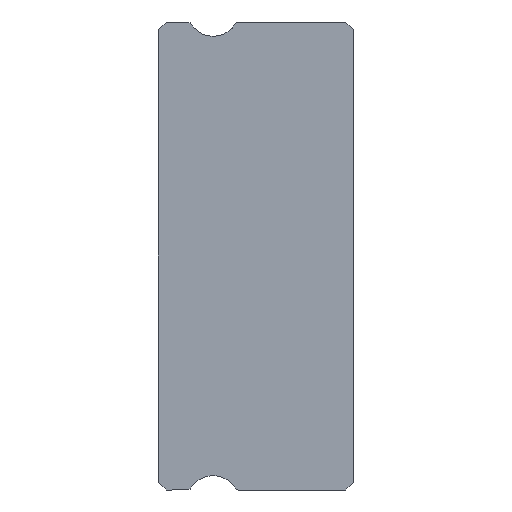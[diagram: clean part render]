
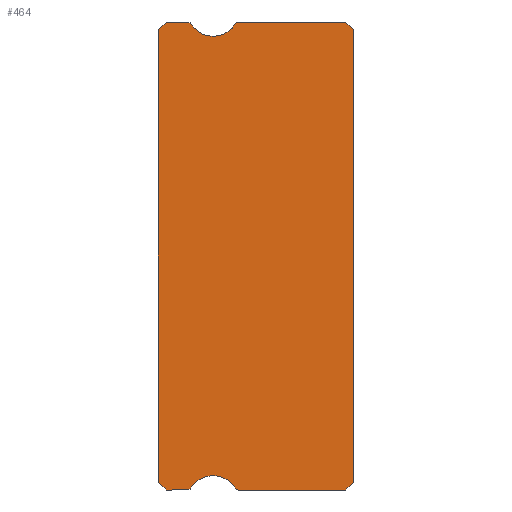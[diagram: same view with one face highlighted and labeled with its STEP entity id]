
A CAD part, left-side view. The second image highlights one B-rep face of the part: STEP entity #464.
In plain terms, the highlighted planar face has unit normal (-1, 0, 0).
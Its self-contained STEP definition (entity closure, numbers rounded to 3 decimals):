
#44 = ORIENTED_EDGE ( 'NONE', *, *, #1311, .F. ) ;
#73 = CIRCLE ( 'NONE', #3469, 0.15 ) ;
#80 = CARTESIAN_POINT ( 'NONE',  ( -15., 7.5, 8.7 ) ) ;
#102 = DIRECTION ( 'NONE',  ( 0., 0., -1. ) ) ;
#105 = CARTESIAN_POINT ( 'NONE',  ( -15., 5.4, 9.45 ) ) ;
#118 = DIRECTION ( 'NONE',  ( 0., 0., 1. ) ) ;
#224 = DIRECTION ( 'NONE',  ( 0., -0.707, -0.707 ) ) ;
#250 = DIRECTION ( 'NONE',  ( 0., -1., 0. ) ) ;
#366 = PLANE ( 'NONE',  #2041 ) ;
#367 = VECTOR ( 'NONE', #3660, 1000. ) ;
#371 = DIRECTION ( 'NONE',  ( -1., 0., 0. ) ) ;
#393 = CARTESIAN_POINT ( 'NONE',  ( -15., 0., -8.7 ) ) ;
#464 = ADVANCED_FACE ( 'NONE', ( #2973 ), #366, .F. ) ;
#487 = VECTOR ( 'NONE', #1848, 1000. ) ;
#504 = DIRECTION ( 'NONE',  ( 0., 0.707, -0.707 ) ) ;
#505 = EDGE_CURVE ( 'NONE', #2341, #1555, #815, .T. ) ;
#514 = DIRECTION ( 'NONE',  ( 0., 0., -1. ) ) ;
#544 = ORIENTED_EDGE ( 'NONE', *, *, #1818, .F. ) ;
#581 = ORIENTED_EDGE ( 'NONE', *, *, #3093, .T. ) ;
#629 = DIRECTION ( 'NONE',  ( 0., 0., -1. ) ) ;
#663 = EDGE_CURVE ( 'NONE', #1980, #1917, #1059, .T. ) ;
#687 = CARTESIAN_POINT ( 'NONE',  ( -15., 6.253, 8.928 ) ) ;
#734 = VERTEX_POINT ( 'NONE', #946 ) ;
#751 = VECTOR ( 'NONE', #1375, 1000. ) ;
#764 = CARTESIAN_POINT ( 'NONE',  ( -15., 6.381, -8.85 ) ) ;
#772 = EDGE_CURVE ( 'NONE', #2035, #1980, #2131, .T. ) ;
#779 = DIRECTION ( 'NONE',  ( 0., 0., -1. ) ) ;
#813 = CARTESIAN_POINT ( 'NONE',  ( -15., 7.2, -9. ) ) ;
#815 = LINE ( 'NONE', #3390, #367 ) ;
#823 = VERTEX_POINT ( 'NONE', #3079 ) ;
#863 = CARTESIAN_POINT ( 'NONE',  ( -15., 4.419, 8.85 ) ) ;
#911 = AXIS2_PLACEMENT_3D ( 'NONE', #105, #1881, #629 ) ;
#913 = EDGE_CURVE ( 'NONE', #1480, #2016, #1430, .T. ) ;
#946 = CARTESIAN_POINT ( 'NONE',  ( -15., 4.419, 9. ) ) ;
#1040 = LINE ( 'NONE', #1082, #3722 ) ;
#1043 = DIRECTION ( 'NONE',  ( 0., 0., -1. ) ) ;
#1053 = LINE ( 'NONE', #2221, #3024 ) ;
#1059 = CIRCLE ( 'NONE', #2974, 0.15 ) ;
#1082 = CARTESIAN_POINT ( 'NONE',  ( -15., 7.5, 8.7 ) ) ;
#1085 = VERTEX_POINT ( 'NONE', #687 ) ;
#1128 = ORIENTED_EDGE ( 'NONE', *, *, #2889, .F. ) ;
#1131 = CARTESIAN_POINT ( 'NONE',  ( -15., 6.381, 9. ) ) ;
#1147 = LINE ( 'NONE', #1423, #2839 ) ;
#1196 = DIRECTION ( 'NONE',  ( 0., 0.707, -0.707 ) ) ;
#1303 = CARTESIAN_POINT ( 'NONE',  ( -15., 7.5, 8.85 ) ) ;
#1311 = EDGE_CURVE ( 'NONE', #2341, #1085, #3701, .T. ) ;
#1319 = CARTESIAN_POINT ( 'NONE',  ( -15., 6.253, -8.928 ) ) ;
#1335 = CARTESIAN_POINT ( 'NONE',  ( -15., 4.547, 8.928 ) ) ;
#1363 = DIRECTION ( 'NONE',  ( 0., 0., -1. ) ) ;
#1375 = DIRECTION ( 'NONE',  ( 0., -1., 0. ) ) ;
#1391 = EDGE_CURVE ( 'NONE', #3749, #2035, #3002, .T. ) ;
#1397 = ORIENTED_EDGE ( 'NONE', *, *, #2470, .T. ) ;
#1423 = CARTESIAN_POINT ( 'NONE',  ( -15., 0., 8.7 ) ) ;
#1430 = CIRCLE ( 'NONE', #2374, 0.15 ) ;
#1455 = CARTESIAN_POINT ( 'NONE',  ( -15., 0.3, 9. ) ) ;
#1480 = VERTEX_POINT ( 'NONE', #1319 ) ;
#1512 = ORIENTED_EDGE ( 'NONE', *, *, #3417, .T. ) ;
#1555 = VERTEX_POINT ( 'NONE', #2582 ) ;
#1578 = DIRECTION ( 'NONE',  ( 1., 0., 0. ) ) ;
#1589 = DIRECTION ( 'NONE',  ( 1., 0., 0. ) ) ;
#1596 = ORIENTED_EDGE ( 'NONE', *, *, #3654, .F. ) ;
#1638 = EDGE_LOOP ( 'NONE', ( #3320, #1397, #1512, #1809, #3167, #2566, #2766, #2857, #3336, #544, #1928, #1596, #3310, #1128, #44, #2186, #581 ) ) ;
#1647 = VERTEX_POINT ( 'NONE', #80 ) ;
#1701 = CARTESIAN_POINT ( 'NONE',  ( -15., 4.547, -8.928 ) ) ;
#1809 = ORIENTED_EDGE ( 'NONE', *, *, #913, .F. ) ;
#1818 = EDGE_CURVE ( 'NONE', #1985, #1946, #3687, .T. ) ;
#1829 = CIRCLE ( 'NONE', #3326, 1. ) ;
#1840 = CARTESIAN_POINT ( 'NONE',  ( -15., 5.4, 9.45 ) ) ;
#1848 = DIRECTION ( 'NONE',  ( 0., 1., 0. ) ) ;
#1881 = DIRECTION ( 'NONE',  ( -1., 0., 0. ) ) ;
#1907 = VECTOR ( 'NONE', #1196, 1000. ) ;
#1916 = DIRECTION ( 'NONE',  ( -1., 0., 0. ) ) ;
#1917 = VERTEX_POINT ( 'NONE', #1701 ) ;
#1928 = ORIENTED_EDGE ( 'NONE', *, *, #2234, .F. ) ;
#1931 = EDGE_CURVE ( 'NONE', #1917, #1480, #3637, .T. ) ;
#1946 = VERTEX_POINT ( 'NONE', #2501 ) ;
#1980 = VERTEX_POINT ( 'NONE', #3472 ) ;
#1985 = VERTEX_POINT ( 'NONE', #1455 ) ;
#2016 = VERTEX_POINT ( 'NONE', #2112 ) ;
#2035 = VERTEX_POINT ( 'NONE', #3217 ) ;
#2041 = AXIS2_PLACEMENT_3D ( 'NONE', #2994, #1578, #102 ) ;
#2073 = VECTOR ( 'NONE', #118, 1000. ) ;
#2112 = CARTESIAN_POINT ( 'NONE',  ( -15., 6.381, -9. ) ) ;
#2131 = LINE ( 'NONE', #3254, #487 ) ;
#2182 = EDGE_CURVE ( 'NONE', #3749, #1946, #1147, .T. ) ;
#2186 = ORIENTED_EDGE ( 'NONE', *, *, #505, .T. ) ;
#2221 = CARTESIAN_POINT ( 'NONE',  ( -15., 7.2, -9. ) ) ;
#2234 = EDGE_CURVE ( 'NONE', #734, #1985, #2352, .T. ) ;
#2253 = CARTESIAN_POINT ( 'NONE',  ( -15., 0.3, 9. ) ) ;
#2317 = CIRCLE ( 'NONE', #911, 1. ) ;
#2335 = EDGE_CURVE ( 'NONE', #823, #1647, #3306, .T. ) ;
#2341 = VERTEX_POINT ( 'NONE', #3595 ) ;
#2352 = LINE ( 'NONE', #1131, #2778 ) ;
#2374 = AXIS2_PLACEMENT_3D ( 'NONE', #764, #3380, #779 ) ;
#2470 = EDGE_CURVE ( 'NONE', #823, #3365, #1053, .T. ) ;
#2501 = CARTESIAN_POINT ( 'NONE',  ( -15., 0., 8.7 ) ) ;
#2539 = EDGE_CURVE ( 'NONE', #3445, #3054, #1829, .T. ) ;
#2551 = CARTESIAN_POINT ( 'NONE',  ( -15., 6.381, -9. ) ) ;
#2566 = ORIENTED_EDGE ( 'NONE', *, *, #663, .F. ) ;
#2582 = CARTESIAN_POINT ( 'NONE',  ( -15., 7.2, 9. ) ) ;
#2656 = DIRECTION ( 'NONE',  ( 0., 0., -1. ) ) ;
#2709 = DIRECTION ( 'NONE',  ( 1., 0., 0. ) ) ;
#2766 = ORIENTED_EDGE ( 'NONE', *, *, #772, .F. ) ;
#2775 = DIRECTION ( 'NONE',  ( 0., -0.707, -0.707 ) ) ;
#2778 = VECTOR ( 'NONE', #250, 1000. ) ;
#2832 = CARTESIAN_POINT ( 'NONE',  ( -15., 5.4, -9.45 ) ) ;
#2839 = VECTOR ( 'NONE', #3715, 1000. ) ;
#2857 = ORIENTED_EDGE ( 'NONE', *, *, #1391, .F. ) ;
#2889 = EDGE_CURVE ( 'NONE', #1085, #3445, #2317, .T. ) ;
#2973 = FACE_OUTER_BOUND ( 'NONE', #1638, .T. ) ;
#2974 = AXIS2_PLACEMENT_3D ( 'NONE', #2984, #1589, #2656 ) ;
#2984 = CARTESIAN_POINT ( 'NONE',  ( -15., 4.419, -8.85 ) ) ;
#2994 = CARTESIAN_POINT ( 'NONE',  ( -15., 6.381, 8.85 ) ) ;
#3002 = LINE ( 'NONE', #393, #1907 ) ;
#3024 = VECTOR ( 'NONE', #2775, 1000. ) ;
#3054 = VERTEX_POINT ( 'NONE', #1335 ) ;
#3057 = DIRECTION ( 'NONE',  ( 0., 0., -1. ) ) ;
#3079 = CARTESIAN_POINT ( 'NONE',  ( -15., 7.5, -8.7 ) ) ;
#3093 = EDGE_CURVE ( 'NONE', #1555, #1647, #1040, .T. ) ;
#3121 = DIRECTION ( 'NONE',  ( 1., 0., 0. ) ) ;
#3148 = VECTOR ( 'NONE', #224, 1000. ) ;
#3167 = ORIENTED_EDGE ( 'NONE', *, *, #1931, .F. ) ;
#3217 = CARTESIAN_POINT ( 'NONE',  ( -15., 0.3, -9. ) ) ;
#3254 = CARTESIAN_POINT ( 'NONE',  ( -15., 6.381, -9. ) ) ;
#3306 = LINE ( 'NONE', #1303, #2073 ) ;
#3310 = ORIENTED_EDGE ( 'NONE', *, *, #2539, .F. ) ;
#3320 = ORIENTED_EDGE ( 'NONE', *, *, #2335, .F. ) ;
#3326 = AXIS2_PLACEMENT_3D ( 'NONE', #1840, #371, #1043 ) ;
#3336 = ORIENTED_EDGE ( 'NONE', *, *, #2182, .T. ) ;
#3365 = VERTEX_POINT ( 'NONE', #813 ) ;
#3380 = DIRECTION ( 'NONE',  ( 1., 0., 0. ) ) ;
#3390 = CARTESIAN_POINT ( 'NONE',  ( -15., 7.2, 9. ) ) ;
#3417 = EDGE_CURVE ( 'NONE', #3365, #2016, #3592, .T. ) ;
#3430 = CARTESIAN_POINT ( 'NONE',  ( -15., 0., -8.7 ) ) ;
#3445 = VERTEX_POINT ( 'NONE', #3703 ) ;
#3448 = AXIS2_PLACEMENT_3D ( 'NONE', #2832, #1916, #1363 ) ;
#3469 = AXIS2_PLACEMENT_3D ( 'NONE', #863, #2709, #3057 ) ;
#3471 = CARTESIAN_POINT ( 'NONE',  ( -15., 6.381, 8.85 ) ) ;
#3472 = CARTESIAN_POINT ( 'NONE',  ( -15., 4.419, -9. ) ) ;
#3507 = AXIS2_PLACEMENT_3D ( 'NONE', #3471, #3121, #514 ) ;
#3592 = LINE ( 'NONE', #2551, #751 ) ;
#3595 = CARTESIAN_POINT ( 'NONE',  ( -15., 6.381, 9. ) ) ;
#3637 = CIRCLE ( 'NONE', #3448, 1. ) ;
#3654 = EDGE_CURVE ( 'NONE', #3054, #734, #73, .T. ) ;
#3660 = DIRECTION ( 'NONE',  ( 0., 1., 0. ) ) ;
#3687 = LINE ( 'NONE', #2253, #3148 ) ;
#3701 = CIRCLE ( 'NONE', #3507, 0.15 ) ;
#3703 = CARTESIAN_POINT ( 'NONE',  ( -15., 5.4, 8.45 ) ) ;
#3715 = DIRECTION ( 'NONE',  ( 0., 0., 1. ) ) ;
#3722 = VECTOR ( 'NONE', #504, 1000. ) ;
#3749 = VERTEX_POINT ( 'NONE', #3430 ) ;
